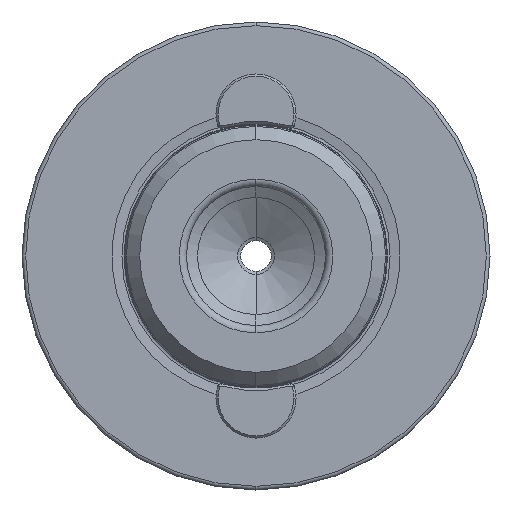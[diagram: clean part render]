
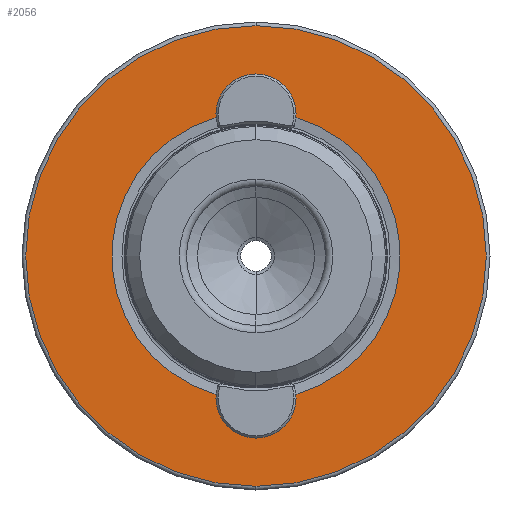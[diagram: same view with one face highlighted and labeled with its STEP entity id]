
A CAD part, left-side view. The second image highlights one B-rep face of the part: STEP entity #2056.
In plain terms, the highlighted planar face has unit normal (-1, 0, 0).
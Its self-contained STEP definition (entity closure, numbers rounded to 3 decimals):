
#37 = EDGE_CURVE ( 'NONE', #3837, #57, #4298, .T. ) ;
#57 = VERTEX_POINT ( 'NONE', #610 ) ;
#265 = EDGE_LOOP ( 'NONE', ( #1400, #1458, #1470, #1476, #1530, #1542 ) ) ;
#332 = FACE_OUTER_BOUND ( 'NONE', #364, .T. ) ;
#364 = EDGE_LOOP ( 'NONE', ( #1581, #1601 ) ) ;
#415 = FACE_BOUND ( 'NONE', #265, .T. ) ;
#508 = VERTEX_POINT ( 'NONE', #1819 ) ;
#610 = CARTESIAN_POINT ( 'NONE',  ( 0., -2.305, 19.58 ) ) ;
#622 = CARTESIAN_POINT ( 'NONE',  ( 0., 0., 0. ) ) ;
#626 = DIRECTION ( 'NONE',  ( -1., 0., 0. ) ) ;
#631 = CARTESIAN_POINT ( 'NONE',  ( 0., 0., -31.5 ) ) ;
#639 = DIRECTION ( 'NONE',  ( 0., 0., 1. ) ) ;
#726 = DIRECTION ( 'NONE',  ( 0., 0., 1. ) ) ;
#729 = DIRECTION ( 'NONE',  ( -1., 0., 0. ) ) ;
#741 = CARTESIAN_POINT ( 'NONE',  ( 0., 0., -21.5 ) ) ;
#749 = VERTEX_POINT ( 'NONE', #4307 ) ;
#763 = AXIS2_PLACEMENT_3D ( 'NONE', #3076, #2887, #3312 ) ;
#803 = VERTEX_POINT ( 'NONE', #4448 ) ;
#889 = CIRCLE ( 'NONE', #1728, 3. ) ;
#1326 = VERTEX_POINT ( 'NONE', #1948 ) ;
#1400 = ORIENTED_EDGE ( 'NONE', *, *, #2885, .F. ) ;
#1420 = CIRCLE ( 'NONE', #1646, 31.5 ) ;
#1448 = AXIS2_PLACEMENT_3D ( 'NONE', #622, #626, #639 ) ;
#1458 = ORIENTED_EDGE ( 'NONE', *, *, #2922, .F. ) ;
#1470 = ORIENTED_EDGE ( 'NONE', *, *, #3485, .F. ) ;
#1476 = ORIENTED_EDGE ( 'NONE', *, *, #37, .F. ) ;
#1530 = ORIENTED_EDGE ( 'NONE', *, *, #3986, .F. ) ;
#1532 = CARTESIAN_POINT ( 'NONE',  ( 0., -2.305, -19.58 ) ) ;
#1542 = ORIENTED_EDGE ( 'NONE', *, *, #2964, .F. ) ;
#1581 = ORIENTED_EDGE ( 'NONE', *, *, #5201, .T. ) ;
#1601 = ORIENTED_EDGE ( 'NONE', *, *, #2994, .T. ) ;
#1622 = CIRCLE ( 'NONE', #2172, 3. ) ;
#1646 = AXIS2_PLACEMENT_3D ( 'NONE', #2041, #2112, #1997 ) ;
#1728 = AXIS2_PLACEMENT_3D ( 'NONE', #3019, #2327, #2236 ) ;
#1764 = AXIS2_PLACEMENT_3D ( 'NONE', #2976, #2410, #2461 ) ;
#1819 = CARTESIAN_POINT ( 'NONE',  ( 0., 2.305, 19.58 ) ) ;
#1896 = VERTEX_POINT ( 'NONE', #631 ) ;
#1930 = AXIS2_PLACEMENT_3D ( 'NONE', #3746, #3738, #3701 ) ;
#1948 = CARTESIAN_POINT ( 'NONE',  ( 0., 0., 24.5 ) ) ;
#1997 = DIRECTION ( 'NONE',  ( 0., 0., 1. ) ) ;
#2041 = CARTESIAN_POINT ( 'NONE',  ( 0., 0., 0. ) ) ;
#2043 = CIRCLE ( 'NONE', #1764, 3. ) ;
#2056 = ADVANCED_FACE ( 'NONE', ( #415, #332 ), #3195, .F. ) ;
#2112 = DIRECTION ( 'NONE',  ( -1., 0., 0. ) ) ;
#2172 = AXIS2_PLACEMENT_3D ( 'NONE', #3426, #3412, #3407 ) ;
#2236 = DIRECTION ( 'NONE',  ( 0., 0., 1. ) ) ;
#2327 = DIRECTION ( 'NONE',  ( -1., 0., 0. ) ) ;
#2410 = DIRECTION ( 'NONE',  ( -1., 0., 0. ) ) ;
#2461 = DIRECTION ( 'NONE',  ( 0., 0., 1. ) ) ;
#2885 = EDGE_CURVE ( 'NONE', #508, #749, #2983, .T. ) ;
#2887 = DIRECTION ( 'NONE',  ( 1., 0., 0. ) ) ;
#2922 = EDGE_CURVE ( 'NONE', #1326, #508, #2043, .T. ) ;
#2964 = EDGE_CURVE ( 'NONE', #749, #4484, #889, .T. ) ;
#2976 = CARTESIAN_POINT ( 'NONE',  ( 0., 0., 21.5 ) ) ;
#2983 = CIRCLE ( 'NONE', #1930, 19.715 ) ;
#2994 = EDGE_CURVE ( 'NONE', #1896, #803, #1420, .T. ) ;
#3019 = CARTESIAN_POINT ( 'NONE',  ( 0., 0., -21.5 ) ) ;
#3076 = CARTESIAN_POINT ( 'NONE',  ( 0., 0., -19.715 ) ) ;
#3195 = PLANE ( 'NONE',  #763 ) ;
#3260 = DIRECTION ( 'NONE',  ( 0., 0., 1. ) ) ;
#3274 = DIRECTION ( 'NONE',  ( -1., 0., 0. ) ) ;
#3285 = CARTESIAN_POINT ( 'NONE',  ( 0., 0., 0. ) ) ;
#3312 = DIRECTION ( 'NONE',  ( 0., 0., -1. ) ) ;
#3407 = DIRECTION ( 'NONE',  ( 0., 0., 1. ) ) ;
#3412 = DIRECTION ( 'NONE',  ( -1., 0., 0. ) ) ;
#3426 = CARTESIAN_POINT ( 'NONE',  ( 0., 0., 21.5 ) ) ;
#3485 = EDGE_CURVE ( 'NONE', #57, #1326, #1622, .T. ) ;
#3701 = DIRECTION ( 'NONE',  ( 0., 0., 1. ) ) ;
#3738 = DIRECTION ( 'NONE',  ( -1., 0., 0. ) ) ;
#3746 = CARTESIAN_POINT ( 'NONE',  ( 0., 0., 0. ) ) ;
#3837 = VERTEX_POINT ( 'NONE', #1532 ) ;
#3986 = EDGE_CURVE ( 'NONE', #4484, #3837, #4895, .T. ) ;
#4271 = AXIS2_PLACEMENT_3D ( 'NONE', #741, #729, #726 ) ;
#4298 = CIRCLE ( 'NONE', #1448, 19.715 ) ;
#4307 = CARTESIAN_POINT ( 'NONE',  ( 0., 2.305, -19.58 ) ) ;
#4310 = AXIS2_PLACEMENT_3D ( 'NONE', #3285, #3274, #3260 ) ;
#4322 = CIRCLE ( 'NONE', #4310, 31.5 ) ;
#4448 = CARTESIAN_POINT ( 'NONE',  ( 0., 0., 31.5 ) ) ;
#4484 = VERTEX_POINT ( 'NONE', #5083 ) ;
#4895 = CIRCLE ( 'NONE', #4271, 3. ) ;
#5083 = CARTESIAN_POINT ( 'NONE',  ( 0., 0., -24.5 ) ) ;
#5201 = EDGE_CURVE ( 'NONE', #803, #1896, #4322, .T. ) ;
